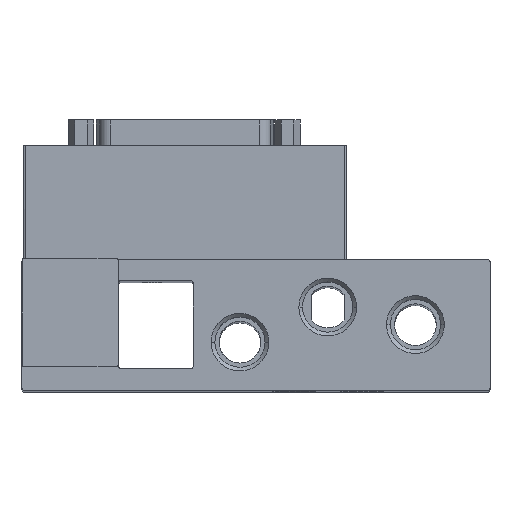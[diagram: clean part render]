
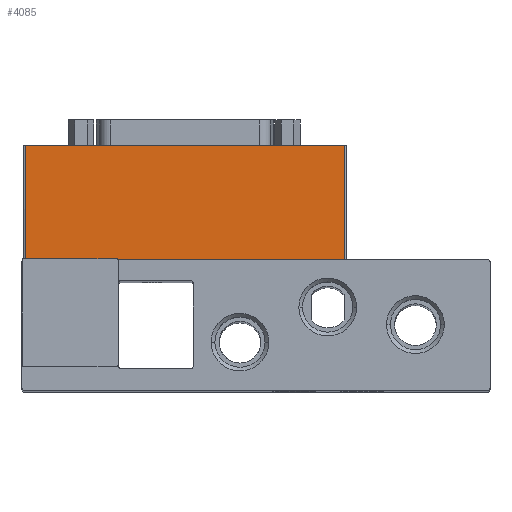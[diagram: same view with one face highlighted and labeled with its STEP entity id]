
A CAD part, top view. The second image highlights one B-rep face of the part: STEP entity #4085.
In plain terms, the highlighted planar face has unit normal (0, 0, 1).
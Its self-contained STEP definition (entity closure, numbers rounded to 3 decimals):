
#10 = CARTESIAN_POINT ( 'NONE',  ( 0.75, 55.8, -8.82 ) ) ;
#413 = CARTESIAN_POINT ( 'NONE',  ( 0.75, 55.8, -8.82 ) ) ;
#874 = EDGE_CURVE ( 'NONE', #3026, #12674, #13037, .T. ) ;
#1033 = DIRECTION ( 'NONE',  ( 0., 1., 0. ) ) ;
#1252 = CARTESIAN_POINT ( 'NONE',  ( 73.5, 29.8, -8.82 ) ) ;
#1254 = EDGE_CURVE ( 'NONE', #2144, #3026, #3699, .T. ) ;
#1547 = VECTOR ( 'NONE', #6175, 1000. ) ;
#1938 = VECTOR ( 'NONE', #1033, 1000. ) ;
#2144 = VERTEX_POINT ( 'NONE', #413 ) ;
#2344 = CARTESIAN_POINT ( 'NONE',  ( 0.75, 55.8, -8.82 ) ) ;
#2380 = ORIENTED_EDGE ( 'NONE', *, *, #1254, .F. ) ;
#2956 = AXIS2_PLACEMENT_3D ( 'NONE', #10, #14148, #11980 ) ;
#3026 = VERTEX_POINT ( 'NONE', #6012 ) ;
#3200 = LINE ( 'NONE', #3536, #11269 ) ;
#3536 = CARTESIAN_POINT ( 'NONE',  ( 106.2, 29.8, -8.82 ) ) ;
#3548 = PLANE ( 'NONE',  #2956 ) ;
#3590 = CARTESIAN_POINT ( 'NONE',  ( 73.5, 55.8, -8.82 ) ) ;
#3699 = LINE ( 'NONE', #13133, #1547 ) ;
#4085 = ADVANCED_FACE ( 'NONE', ( #14220 ), #3548, .F. ) ;
#4164 = ORIENTED_EDGE ( 'NONE', *, *, #8221, .F. ) ;
#4735 = CARTESIAN_POINT ( 'NONE',  ( 0.75, 29.8, -8.82 ) ) ;
#5689 = ORIENTED_EDGE ( 'NONE', *, *, #874, .F. ) ;
#6012 = CARTESIAN_POINT ( 'NONE',  ( 73.5, 55.8, -8.82 ) ) ;
#6098 = EDGE_LOOP ( 'NONE', ( #5689, #2380, #4164, #11708 ) ) ;
#6175 = DIRECTION ( 'NONE',  ( 1., 0., 0. ) ) ;
#7762 = LINE ( 'NONE', #2344, #1938 ) ;
#8221 = EDGE_CURVE ( 'NONE', #12322, #2144, #7762, .T. ) ;
#9403 = DIRECTION ( 'NONE',  ( 0., -1., 0. ) ) ;
#11160 = VECTOR ( 'NONE', #9403, 1000. ) ;
#11269 = VECTOR ( 'NONE', #11820, 1000. ) ;
#11708 = ORIENTED_EDGE ( 'NONE', *, *, #12894, .F. ) ;
#11820 = DIRECTION ( 'NONE',  ( -1., 0., 0. ) ) ;
#11980 = DIRECTION ( 'NONE',  ( -1., 0., 0. ) ) ;
#12322 = VERTEX_POINT ( 'NONE', #4735 ) ;
#12674 = VERTEX_POINT ( 'NONE', #1252 ) ;
#12894 = EDGE_CURVE ( 'NONE', #12674, #12322, #3200, .T. ) ;
#13037 = LINE ( 'NONE', #3590, #11160 ) ;
#13133 = CARTESIAN_POINT ( 'NONE',  ( 0.75, 55.8, -8.82 ) ) ;
#14148 = DIRECTION ( 'NONE',  ( 0., 0., -1. ) ) ;
#14220 = FACE_OUTER_BOUND ( 'NONE', #6098, .T. ) ;
